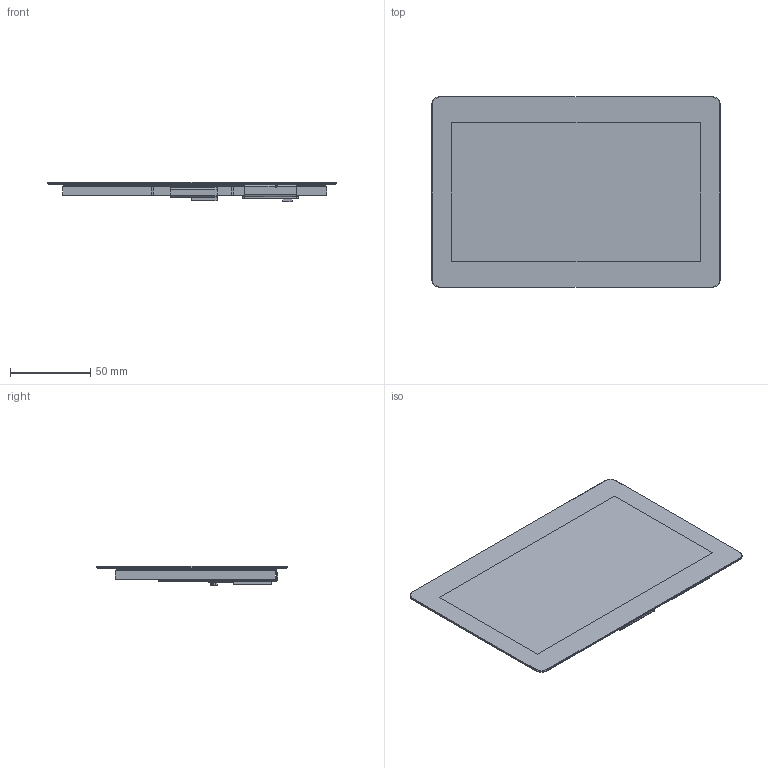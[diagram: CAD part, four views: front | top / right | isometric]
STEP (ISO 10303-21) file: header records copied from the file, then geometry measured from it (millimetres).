
FILE_DESCRIPTION(/* description */ (''),/* implementation_level */ '2;1');
FILE_NAME(/* name */ 'RVT70HSMNWC00_Rev.1.0.stp',/* time_stamp */ '2021-08-25T12:28:55+02:00',/* author */ ('Mateusz Natywa'),/* organization */ (''),/* preprocessor_version */ 'ST-DEVELOPER v17',/* originating_system */ 'Autodesk Inventor 2019',/* authorisation */ '');
FILE_SCHEMA (('CONFIG_CONTROL_DESIGN'));
Length unit declared in the file: millimetre
Products named in the file (11): RBG70AB; CTP; CG; SCA; SENSOR; FPC; DST; Part23; TFT; DISP; FPCM
Assembly tree (10 placements, depth 3):
  RBG70AB
    CTP
      CG
      SCA
      SENSOR
      FPC
      DST
      Part23
    TFT
      DISP
      FPCM
Bounding box: 179.96 x 119 x 12.23 mm (x, y, z)
Volume: 130751.6 mm3; surface area: 166841.7 mm2
Topology: 11 solids, 11 shells, 443 faces, 1220 edges, 798 vertices
Faces by surface type: plane 372, cylinder 53, bspline 10, cone 8
Entity records: 14593 total; most frequent: CARTESIAN_POINT 2752, ORIENTED_EDGE 2432, DIRECTION 2218, EDGE_CURVE 1216, LINE 1090, VECTOR 1090, VERTEX_POINT 798, AXIS2_PLACEMENT_3D 564
